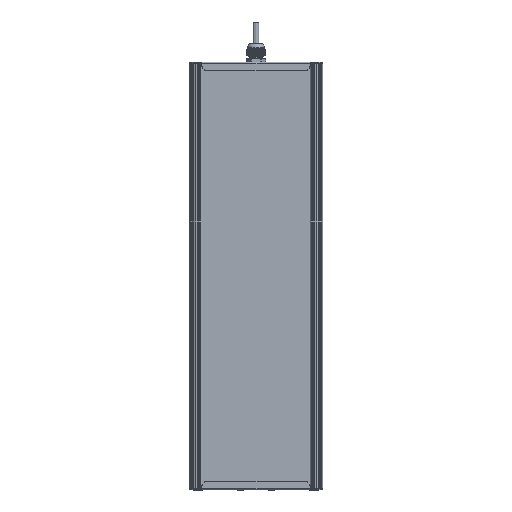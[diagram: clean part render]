
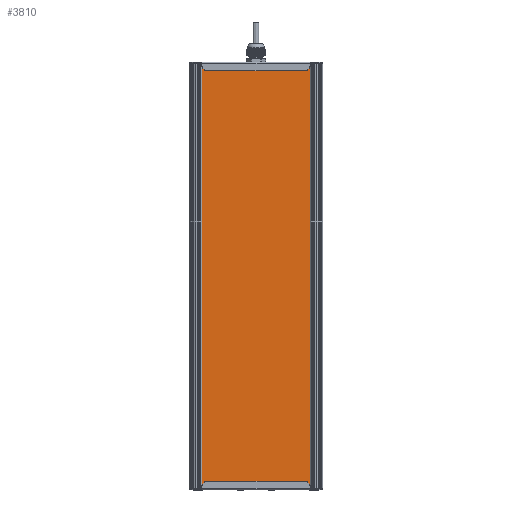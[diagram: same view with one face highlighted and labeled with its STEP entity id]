
A CAD part, front view. The second image highlights one B-rep face of the part: STEP entity #3810.
In plain terms, the highlighted face is planar.
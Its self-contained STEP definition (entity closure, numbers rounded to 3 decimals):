
#3810=ADVANCED_FACE('',(#12818),#12820,.T.);
#12818=FACE_BOUND('',#12819,.T.);
#12819=EDGE_LOOP('',(#39355,#39356,#39357,#39358));
#12820=PLANE('',#12821);
#12821=AXIS2_PLACEMENT_3D('',#12822,#12823,#12824);
#12822=CARTESIAN_POINT('',(2111.497,401.002,-34.582));
#12823=DIRECTION('',(0.,0.,-1.));
#12824=DIRECTION('',(0.,1.,0.));
#39355=ORIENTED_EDGE('',*,*,#45897,.F.);
#39356=ORIENTED_EDGE('',*,*,#45896,.T.);
#39357=ORIENTED_EDGE('',*,*,#45898,.F.);
#39358=ORIENTED_EDGE('',*,*,#45899,.F.);
#45896=EDGE_CURVE('',#51460,#51464,#51466,.T.);
#45897=EDGE_CURVE('',#51460,#51467,#51468,.T.);
#45898=EDGE_CURVE('',#51469,#51464,#51470,.T.);
#45899=EDGE_CURVE('',#51467,#51469,#51471,.T.);
#51460=VERTEX_POINT('',#70150);
#51464=VERTEX_POINT('',#70158);
#51466=LINE('',#70162,#70163);
#51467=VERTEX_POINT('',#70165);
#51468=LINE('',#70166,#70167);
#51469=VERTEX_POINT('',#70169);
#51470=LINE('',#70170,#70171);
#51471=LINE('',#70173,#70174);
#70150=CARTESIAN_POINT('',(2111.497,565.13,-34.582));
#70158=CARTESIAN_POINT('',(2707.497,565.13,-34.582));
#70162=CARTESIAN_POINT('',(2111.497,565.13,-34.582));
#70163=VECTOR('',#70164,1.);
#70164=DIRECTION('',(1.,0.,0.));
#70165=CARTESIAN_POINT('',(2111.497,401.002,-34.582));
#70166=CARTESIAN_POINT('',(2111.497,565.13,-34.582));
#70167=VECTOR('',#70168,1.);
#70168=DIRECTION('',(0.,-1.,0.));
#70169=CARTESIAN_POINT('',(2707.497,401.002,-34.582));
#70170=CARTESIAN_POINT('',(2707.497,401.002,-34.582));
#70171=VECTOR('',#70172,1.);
#70172=DIRECTION('',(0.,1.,0.));
#70173=CARTESIAN_POINT('',(2111.497,401.002,-34.582));
#70174=VECTOR('',#70175,1.);
#70175=DIRECTION('',(1.,0.,0.));
